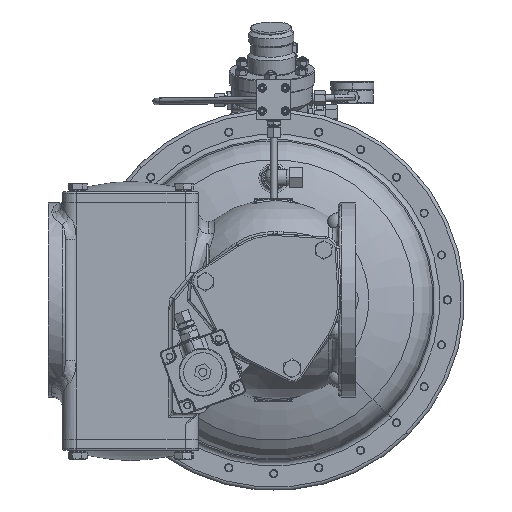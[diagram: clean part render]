
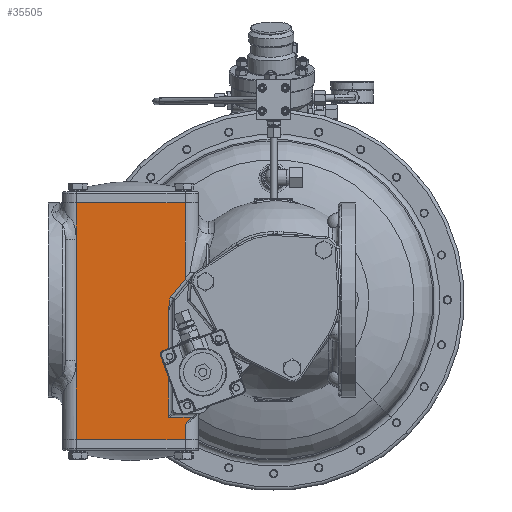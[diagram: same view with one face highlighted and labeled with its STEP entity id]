
A CAD part, front view. The second image highlights one B-rep face of the part: STEP entity #35505.
In plain terms, the highlighted planar face has unit normal (0, -1, 0).
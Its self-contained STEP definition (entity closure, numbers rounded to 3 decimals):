
#2974 = ORIENTED_EDGE ( 'NONE', *, *, #87513, .T. ) ;
#3070 = CARTESIAN_POINT ( 'NONE',  ( -290., -90., 89.142 ) ) ;
#3789 = DIRECTION ( 'NONE',  ( 0., 0., 1. ) ) ;
#4998 = VERTEX_POINT ( 'NONE', #40500 ) ;
#6842 = CARTESIAN_POINT ( 'NONE',  ( -130., -90., -182.205 ) ) ;
#6866 = CARTESIAN_POINT ( 'NONE',  ( -308.384, -90., -190.113 ) ) ;
#8648 = VECTOR ( 'NONE', #3789, 1000. ) ;
#8956 = VERTEX_POINT ( 'NONE', #111723 ) ;
#9720 = CARTESIAN_POINT ( 'NONE',  ( -130., -90., 30.173 ) ) ;
#11100 = EDGE_LOOP ( 'NONE', ( #133972, #65391, #15439, #23852, #122200, #87747, #116253, #53099, #105610, #139261, #120547, #2974 ) ) ;
#11511 = VECTOR ( 'NONE', #29833, 1000. ) ;
#13446 = VERTEX_POINT ( 'NONE', #116079 ) ;
#14325 = CARTESIAN_POINT ( 'NONE',  ( -130., -90., -205. ) ) ;
#15439 = ORIENTED_EDGE ( 'NONE', *, *, #139799, .T. ) ;
#15512 = CARTESIAN_POINT ( 'NONE',  ( -290., -90., 143. ) ) ;
#21256 = CARTESIAN_POINT ( 'NONE',  ( -290., -90., -205. ) ) ;
#21426 = DIRECTION ( 'NONE',  ( 0., 0., 1. ) ) ;
#23715 = CARTESIAN_POINT ( 'NONE',  ( -154., -90., -205. ) ) ;
#23852 = ORIENTED_EDGE ( 'NONE', *, *, #84091, .T. ) ;
#27432 = CARTESIAN_POINT ( 'NONE',  ( -154., -90., -172. ) ) ;
#27540 = DIRECTION ( 'NONE',  ( 1., 0., 0. ) ) ;
#28487 = VERTEX_POINT ( 'NONE', #9720 ) ;
#29833 = DIRECTION ( 'NONE',  ( 0., 0., 1. ) ) ;
#30162 = CARTESIAN_POINT ( 'NONE',  ( -153.734, -90., -8.565 ) ) ;
#35051 = VECTOR ( 'NONE', #89643, 1000. ) ;
#35505 = ADVANCED_FACE ( 'Defeature ausgef�hrt1_347', ( #36063 ), #138438, .T. ) ;
#36063 = FACE_OUTER_BOUND ( 'NONE', #11100, .T. ) ;
#36730 = LINE ( 'NONE', #106138, #8648 ) ;
#38861 = CARTESIAN_POINT ( 'NONE',  ( -290., -90., -205. ) ) ;
#40500 = CARTESIAN_POINT ( 'NONE',  ( -150.817, -90., 4.466 ) ) ;
#40660 = CARTESIAN_POINT ( 'NONE',  ( -151.807, -90., 3.073 ) ) ;
#42143 = CARTESIAN_POINT ( 'NONE',  ( -153.499, -90., -4.325 ) ) ;
#42856 = CARTESIAN_POINT ( 'NONE',  ( -151.359, -90., 3.796 ) ) ;
#43600 = CARTESIAN_POINT ( 'NONE',  ( -153.874, -90., -11.959 ) ) ;
#43993 = VERTEX_POINT ( 'NONE', #27432 ) ;
#44929 = VERTEX_POINT ( 'NONE', #6842 ) ;
#46098 = EDGE_CURVE ( 'Defeature ausgef�hrt1_342+Defeature ausgef�hrt1_347+Defeature ausgef�hrt1_1670+Defeature ausgef�hrt1_408', #128619, #13446, #124363, .T. ) ;
#48995 = VECTOR ( 'NONE', #66150, 1000. ) ;
#52430 = LINE ( 'NONE', #61435, #73646 ) ;
#53099 = ORIENTED_EDGE ( 'NONE', *, *, #92271, .F. ) ;
#54894 = VECTOR ( 'NONE', #27540, 1000. ) ;
#56326 = CARTESIAN_POINT ( 'NONE',  ( -290., -90., 143. ) ) ;
#58921 = LINE ( 'NONE', #15512, #99373 ) ;
#61435 = CARTESIAN_POINT ( 'NONE',  ( -118.028, -90., -170.232 ) ) ;
#61929 = LINE ( 'NONE', #62684, #54894 ) ;
#62155 = DIRECTION ( 'NONE',  ( 0.707, 0., 0.707 ) ) ;
#62684 = CARTESIAN_POINT ( 'NONE',  ( -290., -90., -205. ) ) ;
#65391 = ORIENTED_EDGE ( 'NONE', *, *, #141862, .T. ) ;
#65535 = AXIS2_PLACEMENT_3D ( 'NONE', #80183, #127187, #137722 ) ;
#65569 = CARTESIAN_POINT ( 'NONE',  ( -130., -90., -205. ) ) ;
#65778 = LINE ( 'NONE', #67991, #35051 ) ;
#66010 = CARTESIAN_POINT ( 'NONE',  ( -153.937, -90., -13.657 ) ) ;
#66150 = DIRECTION ( 'NONE',  ( 0., 0., 1. ) ) ;
#67991 = CARTESIAN_POINT ( 'NONE',  ( -290., -90., -172. ) ) ;
#73646 = VECTOR ( 'NONE', #62155, 1000. ) ;
#74832 = EDGE_CURVE ( 'Defeature ausgef�hrt1_347+Defeature ausgef�hrt1_714+Defeature ausgef�hrt1_713+Defeature ausgef�hrt1_346', #4998, #28487, #143669, .T. ) ;
#75032 = CARTESIAN_POINT ( 'NONE',  ( -153.158, -90., -0.953 ) ) ;
#76510 = CARTESIAN_POINT ( 'NONE',  ( -152.883, -90., 0.287 ) ) ;
#77100 = EDGE_CURVE ( 'Defeature ausgef�hrt1_347+Defeature ausgef�hrt1_346+Defeature ausgef�hrt1_714+Defeature ausgef�hrt1_1780', #28487, #97784, #123805, .T. ) ;
#77970 = CARTESIAN_POINT ( 'NONE',  ( -152.504, -90., 1.51 ) ) ;
#79442 = CARTESIAN_POINT ( 'NONE',  ( -119.795, -90., -172. ) ) ;
#80183 = CARTESIAN_POINT ( 'NONE',  ( -290., -90., -205. ) ) ;
#80914 = VERTEX_POINT ( 'NONE', #14325 ) ;
#82008 = DIRECTION ( 'NONE',  ( 0., 0., 1. ) ) ;
#82281 = VECTOR ( 'NONE', #87570, 1000. ) ;
#84091 = EDGE_CURVE ( 'Defeature ausgef�hrt1_347+Defeature ausgef�hrt1_639+Defeature ausgef�hrt1_640+Defeature ausgef�hrt1_713', #43993, #8956, #101487, .T. ) ;
#87513 = EDGE_CURVE ( 'Defeature ausgef�hrt1_347+Defeature ausgef�hrt1_1669+Defeature ausgef�hrt1_342+Defeature ausgef�hrt1_345', #128619, #80914, #61929, .T. ) ;
#87570 = DIRECTION ( 'NONE',  ( 0.629, 0., 0.777 ) ) ;
#87747 = ORIENTED_EDGE ( 'NONE', *, *, #74832, .T. ) ;
#89643 = DIRECTION ( 'NONE',  ( -1., 0., 0. ) ) ;
#92271 = EDGE_CURVE ( 'Defeature ausgef�hrt1_1780+Defeature ausgef�hrt1_347+Defeature ausgef�hrt1_1779+Defeature ausgef�hrt1_1781', #107732, #97784, #58921, .T. ) ;
#94934 = VECTOR ( 'NONE', #123049, 1000. ) ;
#97784 = VERTEX_POINT ( 'NONE', #120834 ) ;
#98106 = CARTESIAN_POINT ( 'NONE',  ( -153.659, -90., -6.868 ) ) ;
#99373 = VECTOR ( 'NONE', #116373, 1000. ) ;
#99592 = CARTESIAN_POINT ( 'NONE',  ( -153.438, -90., -3.478 ) ) ;
#100320 = CARTESIAN_POINT ( 'NONE',  ( -154., -90., -15.354 ) ) ;
#101487 = LINE ( 'NONE', #23715, #137996 ) ;
#105610 = ORIENTED_EDGE ( 'NONE', *, *, #143146, .F. ) ;
#106138 = CARTESIAN_POINT ( 'NONE',  ( -290., -90., -205. ) ) ;
#106790 = LINE ( 'NONE', #38861, #11511 ) ;
#107732 = VERTEX_POINT ( 'NONE', #56326 ) ;
#110791 = VERTEX_POINT ( 'NONE', #3070 ) ;
#111549 = CARTESIAN_POINT ( 'NONE',  ( -153.268, -90., -1.792 ) ) ;
#111723 = CARTESIAN_POINT ( 'NONE',  ( -154., -90., -15.354 ) ) ;
#112534 = VERTEX_POINT ( 'NONE', #79442 ) ;
#114084 = CARTESIAN_POINT ( 'NONE',  ( -130., -90., -205. ) ) ;
#116079 = CARTESIAN_POINT ( 'NONE',  ( -290., -90., -89.142 ) ) ;
#116253 = ORIENTED_EDGE ( 'NONE', *, *, #77100, .T. ) ;
#116373 = DIRECTION ( 'NONE',  ( 1., 0., 0. ) ) ;
#117167 = EDGE_CURVE ( 'Defeature ausgef�hrt1_347+Defeature ausgef�hrt1_713+Defeature ausgef�hrt1_639+Defeature ausgef�hrt1_714', #8956, #4998, #121362, .T. ) ;
#120547 = ORIENTED_EDGE ( 'NONE', *, *, #46098, .F. ) ;
#120834 = CARTESIAN_POINT ( 'NONE',  ( -130., -90., 143. ) ) ;
#121362 = B_SPLINE_CURVE_WITH_KNOTS ( 'NONE', 3,
 ( #100320, #66010, #43600, #30162, #98106, #42143, #99592, #111549, #75032, #76510, #144519, #77970, #145242, #40660, #42856, #123498 ),
 .UNSPECIFIED., .F., .F.,
 ( 4, 2, 2, 2, 2, 2, 2, 4 ),
 ( 0., 0.005, 0.01, 0.013, 0.015, 0.017, 0.018, 0.02 ),
 .UNSPECIFIED. ) ;
#122200 = ORIENTED_EDGE ( 'NONE', *, *, #117167, .T. ) ;
#123049 = DIRECTION ( 'NONE',  ( 0., 0., 1. ) ) ;
#123498 = CARTESIAN_POINT ( 'NONE',  ( -150.817, -90., 4.466 ) ) ;
#123805 = LINE ( 'NONE', #114084, #127001 ) ;
#124363 = LINE ( 'NONE', #21256, #48995 ) ;
#127001 = VECTOR ( 'NONE', #21426, 1000. ) ;
#127187 = DIRECTION ( 'NONE',  ( 0., -1., 0. ) ) ;
#128619 = VERTEX_POINT ( 'NONE', #143726 ) ;
#132794 = EDGE_CURVE ( 'Defeature ausgef�hrt1_347+Defeature ausgef�hrt1_345+Defeature ausgef�hrt1_1669+Defeature ausgef�hrt1_699', #80914, #44929, #144808, .T. ) ;
#133972 = ORIENTED_EDGE ( 'NONE', *, *, #132794, .T. ) ;
#137722 = DIRECTION ( 'NONE',  ( 1., 0., 0. ) ) ;
#137996 = VECTOR ( 'NONE', #82008, 1000. ) ;
#138438 = PLANE ( 'NONE',  #65535 ) ;
#139261 = ORIENTED_EDGE ( 'NONE', *, *, #139560, .F. ) ;
#139560 = EDGE_CURVE ( 'Defeature ausgef�hrt1_406+Defeature ausgef�hrt1_347+Defeature ausgef�hrt1_408+Defeature ausgef�hrt1_404', #13446, #110791, #36730, .T. ) ;
#139799 = EDGE_CURVE ( 'Defeature ausgef�hrt1_347+Defeature ausgef�hrt1_640+Defeature ausgef�hrt1_699+Defeature ausgef�hrt1_639', #112534, #43993, #65778, .T. ) ;
#141862 = EDGE_CURVE ( 'Defeature ausgef�hrt1_347+Defeature ausgef�hrt1_699+Defeature ausgef�hrt1_345+Defeature ausgef�hrt1_640', #44929, #112534, #52430, .T. ) ;
#143146 = EDGE_CURVE ( 'Defeature ausgef�hrt1_368+Defeature ausgef�hrt1_347+Defeature ausgef�hrt1_404+Defeature ausgef�hrt1_1779', #110791, #107732, #106790, .T. ) ;
#143669 = LINE ( 'NONE', #6866, #82281 ) ;
#143726 = CARTESIAN_POINT ( 'NONE',  ( -290., -90., -205. ) ) ;
#144519 = CARTESIAN_POINT ( 'NONE',  ( -152.772, -90., 0.697 ) ) ;
#144808 = LINE ( 'NONE', #65569, #94934 ) ;
#145242 = CARTESIAN_POINT ( 'NONE',  ( -152.346, -90., 1.912 ) ) ;
